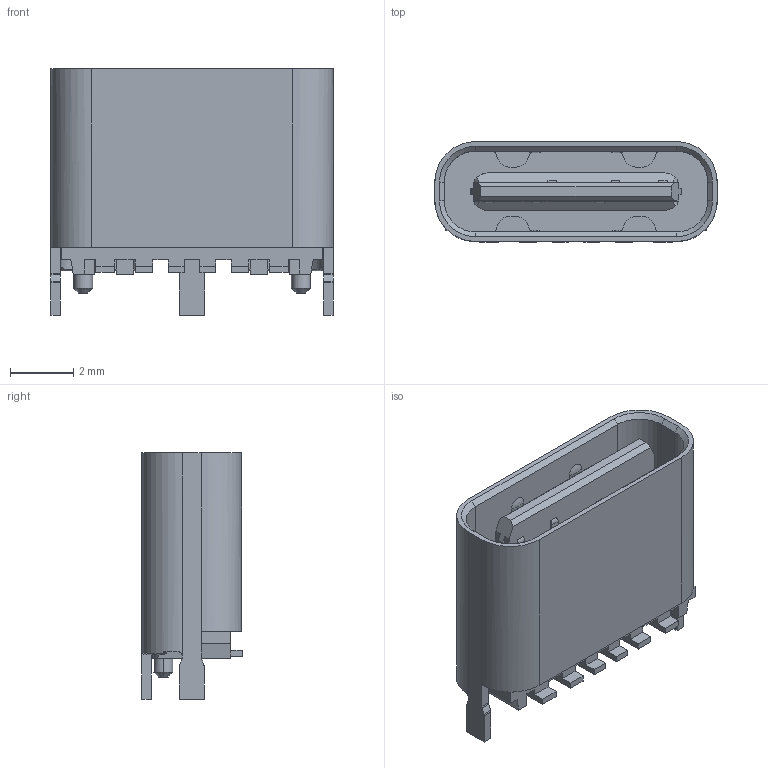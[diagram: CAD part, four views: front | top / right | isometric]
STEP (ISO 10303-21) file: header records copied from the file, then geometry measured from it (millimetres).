
FILE_DESCRIPTION((''),'2;1');
FILE_NAME('C-2480842-1','2024-01-19T02:54:17',('workeradm'),('TE Connectivity Ltd.'),'CREO PARAMETRIC BY PTC INC, 2021072','CREO PARAMETRIC BY PTC INC, 2021072','');
FILE_SCHEMA(('AUTOMOTIVE_DESIGN { 1 0 10303 214 1 1 1 1 }'));
Length unit declared in the file: millimetre
Products named in the file (1): C-2480842-1
Bounding box: 8.94 x 3.18 x 7.8 mm (x, y, z)
Volume: 96.6 mm3; surface area: 378.1 mm2
Topology: 1 solids, 1 shells, 297 faces, 837 edges, 545 vertices
Faces by surface type: plane 198, cylinder 72, cone 16, sphere 8, bspline 3
Entity records: 9644 total; most frequent: CARTESIAN_POINT 1850, ORIENTED_EDGE 1658, DIRECTION 1577, EDGE_CURVE 829, VECTOR 615, LINE 615, VERTEX_POINT 545, AXIS2_PLACEMENT_3D 481
